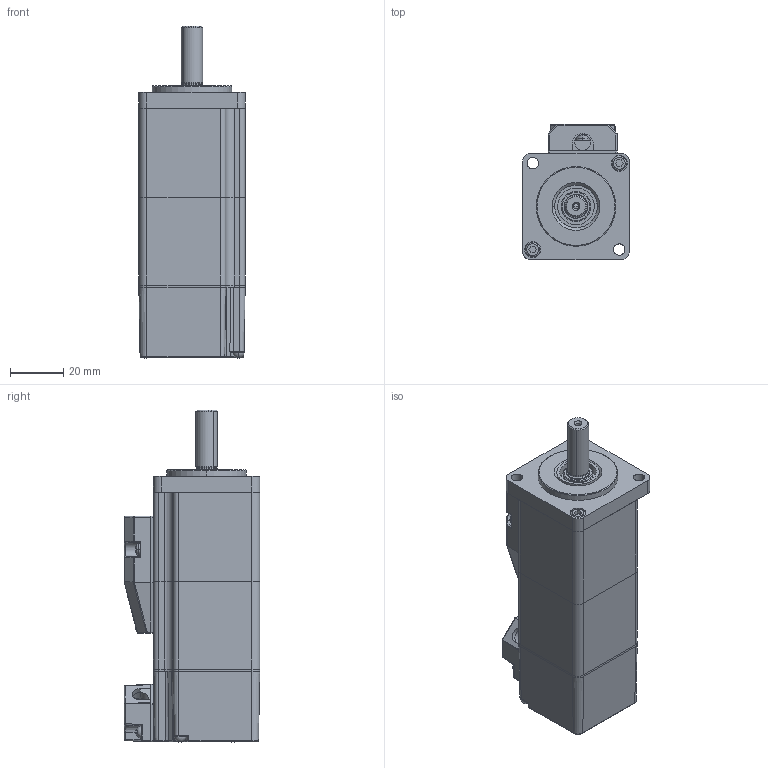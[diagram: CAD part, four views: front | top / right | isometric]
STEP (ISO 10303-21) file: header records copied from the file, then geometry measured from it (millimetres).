
FILE_DESCRIPTION (( 'STEP AP214' ), '1' );
FILE_NAME ('AC52167A1_FRE01052F006.STEP', '2020-12-01T09:37:11', ( '' ), ( '' ), 'SwSTEP 2.0', 'SolidWorks 2015', '' );
FILE_SCHEMA (( 'AUTOMOTIVE_DESIGN' ));
Length unit declared in the file: millimetre
Products named in the file (1): AC52167A1_FRE01052F006
Bounding box: 40 x 51 x 124.95 mm (x, y, z)
Surface area: 29165.3 mm2 (no closed solid volume)
Topology: 0 solids, 36 shells, 576 faces, 1728 edges, 1156 vertices
Faces by surface type: plane 232, cylinder 190, torus 52, cone 44, sphere 41, bspline 17
Entity records: 26886 total; most frequent: CARTESIAN_POINT 5029, DIRECTION 3471, ORIENTED_EDGE 2903, EDGE_CURVE 1690, AXIS2_PLACEMENT_3D 1329, VERTEX_POINT 1146, LINE 813, VECTOR 813
